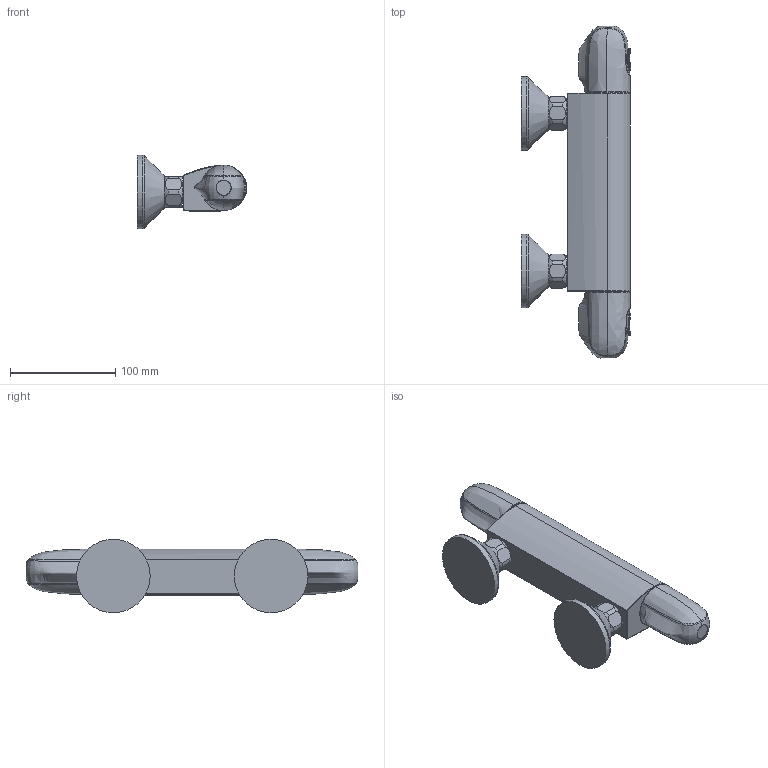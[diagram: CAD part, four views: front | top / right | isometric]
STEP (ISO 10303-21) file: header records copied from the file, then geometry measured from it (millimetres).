
FILE_DESCRIPTION(/* description */ ('Unknown'),/* implementation_level */ '2;1');
FILE_NAME(/* name */ '34438003',/* time_stamp */ '2022-09-07T15:45:09+02:00',/* author */ ('Unknown'),/* organization */ ('GROHE AG'),/* preprocessor_version */ 'ST-DEVELOPER v16.7',/* originating_system */ 'DEX',/* authorisation */ $);
FILE_SCHEMA (('AUTOMOTIVE_DESIGN {1 0 10303 214 3 1 1}'));
Length unit declared in the file: millimetre
Products named in the file (4): 34438003; id11; ALIAS BREP MODEL; REVOLVE#103
Assembly tree (3 placements, depth 2):
  34438003
    id11
    ALIAS BREP MODEL
    REVOLVE#103
Bounding box: 104.12 x 315.71 x 70 mm (x, y, z)
Volume: 130236.1 mm3; surface area: 121962 mm2
Topology: 3 solids, 9 shells, 192 faces, 544 edges, 366 vertices
Faces by surface type: bspline 86, cylinder 40, plane 36, torus 12, sphere 10, cone 8
Full cylindrical faces by diameter (mm): 18.1 x2, 22.775 x2, 22.779 x2, 39 x4, 70 x2
Entity records: 16558 total; most frequent: CARTESIAN_POINT 11384, ORIENTED_EDGE 962, DIRECTION 536, EDGE_CURVE 506, VERTEX_POINT 352, B_SPLINE_CURVE_WITH_KNOTS 305, EDGE_LOOP 228, FACE_BOUND 228
